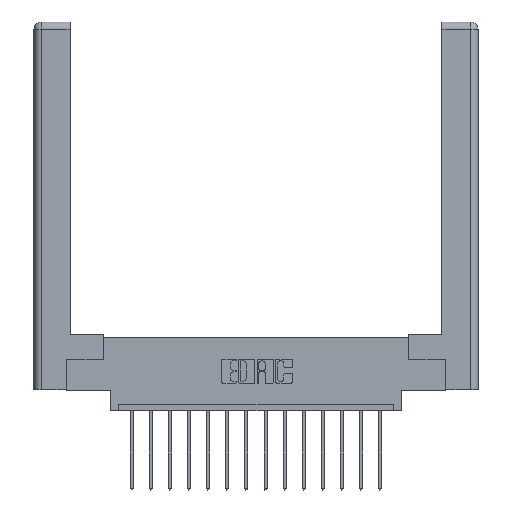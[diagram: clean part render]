
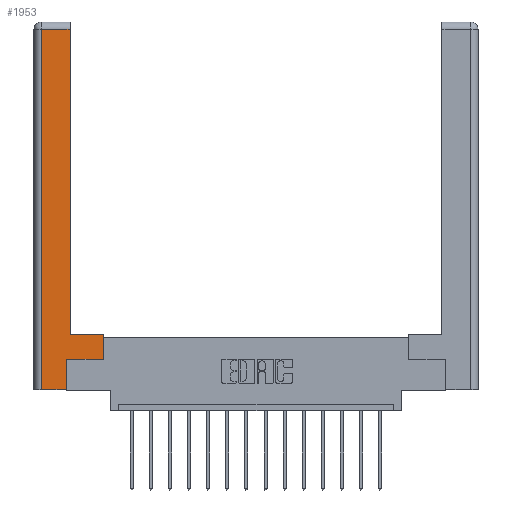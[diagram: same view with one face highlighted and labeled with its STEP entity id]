
A CAD part, top view. The second image highlights one B-rep face of the part: STEP entity #1953.
In plain terms, the highlighted planar face has unit normal (0, 0, 1).
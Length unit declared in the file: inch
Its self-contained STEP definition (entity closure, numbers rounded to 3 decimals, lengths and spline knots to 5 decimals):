
#27 = VECTOR ( 'NONE', #2217, 39.37008 ) ;
#641 = DIRECTION ( 'NONE',  ( 0., 0., -1. ) ) ;
#734 = VECTOR ( 'NONE', #15449, 39.37008 ) ;
#757 = DIRECTION ( 'NONE',  ( -1., 0., 0. ) ) ;
#851 = EDGE_CURVE ( 'NONE', #11386, #14148, #4022, .T. ) ;
#947 = VERTEX_POINT ( 'NONE', #10609 ) ;
#1199 = EDGE_CURVE ( 'NONE', #5496, #16471, #1388, .T. ) ;
#1221 = DIRECTION ( 'NONE',  ( -1., 0., 0. ) ) ;
#1388 = LINE ( 'NONE', #1600, #14813 ) ;
#1411 = LINE ( 'NONE', #9726, #16063 ) ;
#1600 = CARTESIAN_POINT ( 'NONE',  ( 0.565, 0.245, 0. ) ) ;
#1953 = ADVANCED_FACE ( 'NONE', ( #15794 ), #7273, .F. ) ;
#2135 = CARTESIAN_POINT ( 'NONE',  ( 0.565, 0.45, 0. ) ) ;
#2217 = DIRECTION ( 'NONE',  ( 0., 1., 0. ) ) ;
#2359 = EDGE_CURVE ( 'NONE', #14148, #9333, #3364, .T. ) ;
#2919 = DIRECTION ( 'NONE',  ( 1., 0., 0. ) ) ;
#2988 = EDGE_CURVE ( 'NONE', #9333, #12164, #8842, .T. ) ;
#3142 = DIRECTION ( 'NONE',  ( 0., 1., 0. ) ) ;
#3252 = ORIENTED_EDGE ( 'NONE', *, *, #1199, .T. ) ;
#3355 = ORIENTED_EDGE ( 'NONE', *, *, #2988, .T. ) ;
#3364 = LINE ( 'NONE', #13030, #12557 ) ;
#3842 = VECTOR ( 'NONE', #8292, 39.37008 ) ;
#4022 = LINE ( 'NONE', #5929, #27 ) ;
#4829 = ORIENTED_EDGE ( 'NONE', *, *, #2359, .T. ) ;
#5496 = VERTEX_POINT ( 'NONE', #12133 ) ;
#5929 = CARTESIAN_POINT ( 'NONE',  ( 0.295, 3., 0. ) ) ;
#6250 = ORIENTED_EDGE ( 'NONE', *, *, #16729, .T. ) ;
#6337 = CARTESIAN_POINT ( 'NONE',  ( 0.0615, 0., 0. ) ) ;
#6602 = ORIENTED_EDGE ( 'NONE', *, *, #8907, .T. ) ;
#7091 = CARTESIAN_POINT ( 'NONE',  ( 0.265, 0.245, 0. ) ) ;
#7273 = PLANE ( 'NONE',  #14688 ) ;
#7926 = LINE ( 'NONE', #14776, #3842 ) ;
#8062 = EDGE_LOOP ( 'NONE', ( #14258, #4829, #3355, #6250, #16260, #3252, #6602, #14880 ) ) ;
#8292 = DIRECTION ( 'NONE',  ( 1., 0., 0. ) ) ;
#8514 = VERTEX_POINT ( 'NONE', #2135 ) ;
#8842 = LINE ( 'NONE', #6337, #734 ) ;
#8907 = EDGE_CURVE ( 'NONE', #16471, #8514, #1411, .T. ) ;
#9239 = CARTESIAN_POINT ( 'NONE',  ( 0.565, 0.245, 0. ) ) ;
#9333 = VERTEX_POINT ( 'NONE', #16345 ) ;
#9657 = CARTESIAN_POINT ( 'NONE',  ( 0., 0., 0. ) ) ;
#9726 = CARTESIAN_POINT ( 'NONE',  ( 0.565, 0.45, 0. ) ) ;
#10063 = EDGE_CURVE ( 'NONE', #8514, #11386, #15640, .T. ) ;
#10609 = CARTESIAN_POINT ( 'NONE',  ( 0.265, 0., 0. ) ) ;
#10764 = VECTOR ( 'NONE', #757, 39.37008 ) ;
#10785 = EDGE_CURVE ( 'NONE', #947, #5496, #16011, .T. ) ;
#10940 = CARTESIAN_POINT ( 'NONE',  ( 0.295, 0.45, 0. ) ) ;
#11001 = CARTESIAN_POINT ( 'NONE',  ( 0.0615, 0., 0. ) ) ;
#11007 = DIRECTION ( 'NONE',  ( -1., 0., 0. ) ) ;
#11386 = VERTEX_POINT ( 'NONE', #10940 ) ;
#12133 = CARTESIAN_POINT ( 'NONE',  ( 0.265, 0.245, 0. ) ) ;
#12164 = VERTEX_POINT ( 'NONE', #11001 ) ;
#12458 = DIRECTION ( 'NONE',  ( 0., 1., 0. ) ) ;
#12557 = VECTOR ( 'NONE', #1221, 39.37008 ) ;
#13030 = CARTESIAN_POINT ( 'NONE',  ( 0.0615, 2.94, 0. ) ) ;
#13978 = CARTESIAN_POINT ( 'NONE',  ( 0.295, 2.94, 0. ) ) ;
#14148 = VERTEX_POINT ( 'NONE', #13978 ) ;
#14153 = CARTESIAN_POINT ( 'NONE',  ( 0.295, 0.45, 0. ) ) ;
#14258 = ORIENTED_EDGE ( 'NONE', *, *, #851, .T. ) ;
#14688 = AXIS2_PLACEMENT_3D ( 'NONE', #9657, #641, #11007 ) ;
#14776 = CARTESIAN_POINT ( 'NONE',  ( 0.265, 0., 0. ) ) ;
#14813 = VECTOR ( 'NONE', #2919, 39.37008 ) ;
#14880 = ORIENTED_EDGE ( 'NONE', *, *, #10063, .T. ) ;
#15449 = DIRECTION ( 'NONE',  ( 0., -1., 0. ) ) ;
#15640 = LINE ( 'NONE', #14153, #10764 ) ;
#15794 = FACE_OUTER_BOUND ( 'NONE', #8062, .T. ) ;
#16011 = LINE ( 'NONE', #7091, #16835 ) ;
#16063 = VECTOR ( 'NONE', #12458, 39.37008 ) ;
#16260 = ORIENTED_EDGE ( 'NONE', *, *, #10785, .T. ) ;
#16345 = CARTESIAN_POINT ( 'NONE',  ( 0.0615, 2.94, 0. ) ) ;
#16471 = VERTEX_POINT ( 'NONE', #9239 ) ;
#16729 = EDGE_CURVE ( 'NONE', #12164, #947, #7926, .T. ) ;
#16835 = VECTOR ( 'NONE', #3142, 39.37008 ) ;
